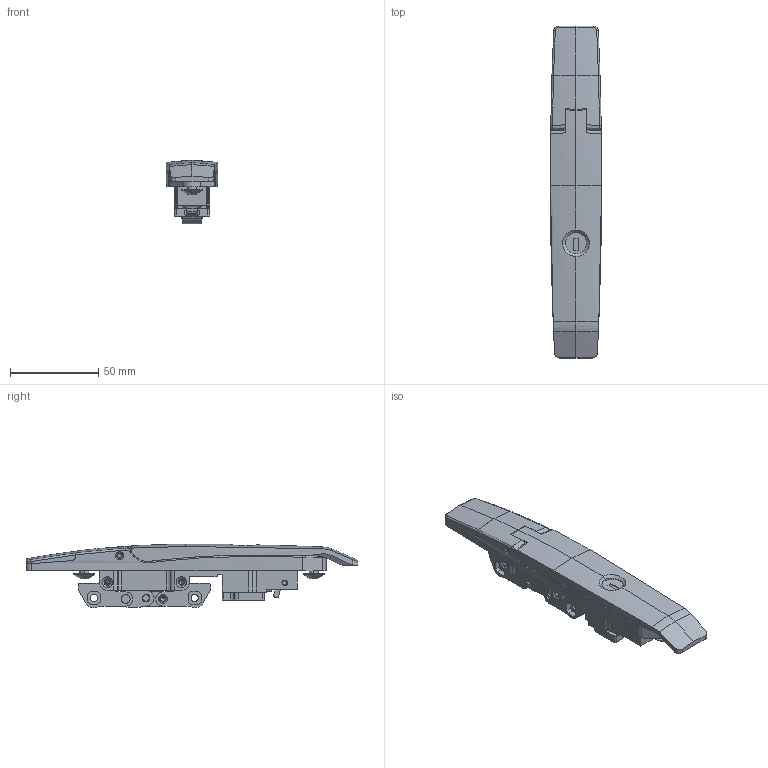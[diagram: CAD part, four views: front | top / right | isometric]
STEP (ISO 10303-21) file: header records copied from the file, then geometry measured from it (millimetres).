
FILE_DESCRIPTION (( 'STEP AP203' ), '1' );
FILE_NAME ('A-452-1-1.STEP', '2021-02-24T08:14:29', ( '' ), ( '' ), 'SwSTEP 2.0', 'SolidWorks 2018', '' );
FILE_SCHEMA (( 'CONFIG_CONTROL_DESIGN' ));
Length unit declared in the file: millimetre
Products named in the file (18): A-452-1-1; A-452-1-1_consolidated cam_; A-452-1-1_consolidated cam pin_; A-452-1-1_work cam pin_; A-452-1-1_key slider_; A-452-1-1_hook__公開用; A-452-1-1_work cam_; A-4521-1_rotor__#200-4-2_; A-452-1-1_key slider back cover screw_; A-452-1-1_case pin_; A-452-1-1_small screws with cross hole__僩儔僗M5亊6; A-452-1-1_lever catch__公開用; A-452-1-1_handle lever__公開用; A-452-1-1_lever catch pin_; A-452-1-1_led case__公開用; A-452-1-1_lever_; A-452-1-1_key slider back cover_; A-452-1-1_handle base__公開用
Assembly tree (25 placements, depth 2):
  A-452-1-1
    A-452-1-1_handle base__公開用
    A-452-1-1_handle lever__公開用
    A-452-1-1_led case__公開用
    A-452-1-1_hook__公開用  x2
    A-452-1-1_consolidated cam_
    A-452-1-1_work cam_
    A-452-1-1_consolidated cam pin_  x3
    A-452-1-1_work cam pin_
    A-452-1-1_lever catch__公開用
    A-452-1-1_lever_
    A-452-1-1_lever catch pin_
    A-452-1-1_key slider_
    A-452-1-1_case pin_  x2
    A-4521-1_rotor__#200-4-2_
    A-452-1-1_small screws with cross hole__僩儔僗M5亊6  x2
    A-452-1-1_key slider back cover screw_  x4
    A-452-1-1_key slider back cover_
Bounding box: 29 x 188 x 35.99 mm (x, y, z)
Volume: 65348.9 mm3; surface area: 47341.3 mm2
Topology: 25 solids, 25 shells, 943 faces, 2453 edges, 1576 vertices
Faces by surface type: plane 404, cylinder 372, cone 74, bspline 59, torus 20, sphere 14
Entity records: 30391 total; most frequent: CARTESIAN_POINT 9703, ORIENTED_EDGE 3958, DIRECTION 3832, EDGE_CURVE 1979, AXIS2_PLACEMENT_3D 1409, VERTEX_POINT 1280, VECTOR 1014, LINE 1014
